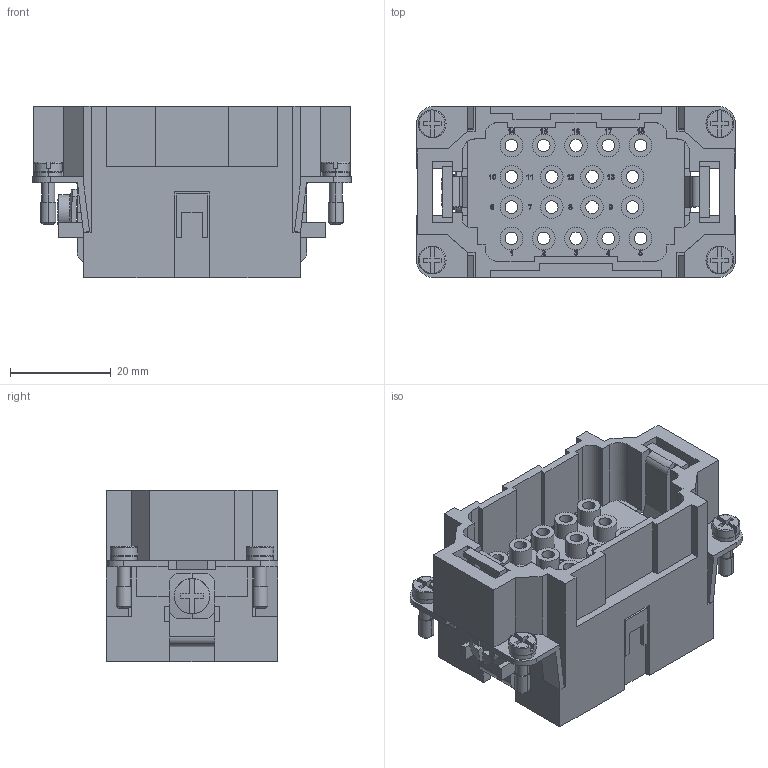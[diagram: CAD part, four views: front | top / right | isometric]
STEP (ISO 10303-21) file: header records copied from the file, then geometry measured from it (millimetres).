
FILE_DESCRIPTION((''),'2;1');
FILE_NAME('CQEM 18.stp','2006-11-28T17:29:49',('gembarski'),(''),'Autodesk Inventor 7','Autodesk Inventor 7','');
FILE_SCHEMA(('AUTOMOTIVE_DESIGN { 1 0 10303 214 1 1 1 1 }'));
Length unit declared in the file: millimetre
Products named in the file (1): CQEM 18
Bounding box: 63.2 x 34 x 34.01 mm (x, y, z)
Volume: 29711.4 mm3; surface area: 22893.7 mm2
Topology: 2 solids, 2 shells, 1377 faces, 3659 edges, 2423 vertices
Faces by surface type: plane 643, bspline 543, cylinder 175, torus 8, sphere 4, cone 4
Entity records: 45309 total; most frequent: CARTESIAN_POINT 13480, ORIENTED_EDGE 7324, DIRECTION 5141, EDGE_CURVE 3662, VERTEX_POINT 2423, VECTOR 2405, LINE 2405, EDGE_LOOP 1559
